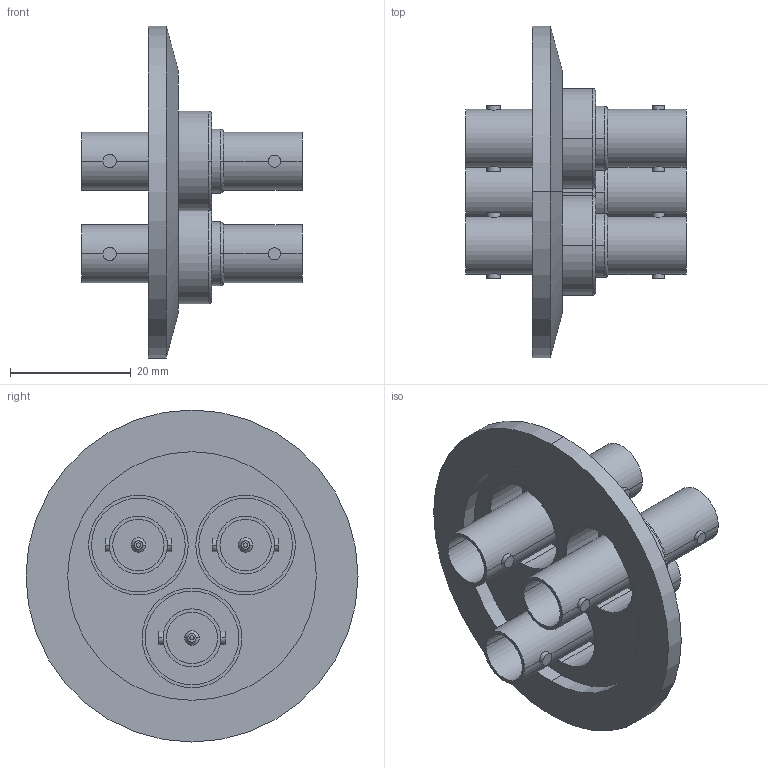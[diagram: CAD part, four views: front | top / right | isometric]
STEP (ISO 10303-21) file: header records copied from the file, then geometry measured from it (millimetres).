
FILE_DESCRIPTION (( 'STEP AP214' ), '1' );
FILE_NAME ('242-BNCD50-K40-3.step', '2025-02-18T20:45:56', ( '' ), ( '' ), 'SwSTEP 2.0', 'SolidWorks 2022', '' );
FILE_SCHEMA (( 'AUTOMOTIVE_DESIGN' ));
Length unit declared in the file: millimetre
Products named in the file (3): 242-BNCD50-I; 9431-KF40-16.5-3_DN40 KF; 242-BNCD50-K40-3
Assembly tree (4 placements, depth 2):
  242-BNCD50-K40-3
    9431-KF40-16.5-3_DN40 KF
    242-BNCD50-I  x3
Bounding box: 36.5 x 55 x 55 mm (x, y, z)
Volume: 9589.2 mm3; surface area: 14978.9 mm2
Topology: 4 solids, 7 shells, 192 faces, 406 edges, 256 vertices
Faces by surface type: cylinder 112, plane 54, cone 14, bspline 12
Entity records: 2915 total; most frequent: CARTESIAN_POINT 541, DIRECTION 396, ORIENTED_EDGE 316, AXIS2_PLACEMENT_3D 171, EDGE_CURVE 158, VERTEX_POINT 100, CIRCLE 94, EDGE_LOOP 92
